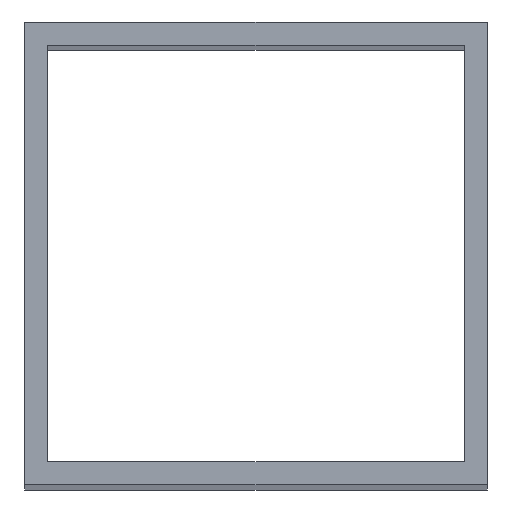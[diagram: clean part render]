
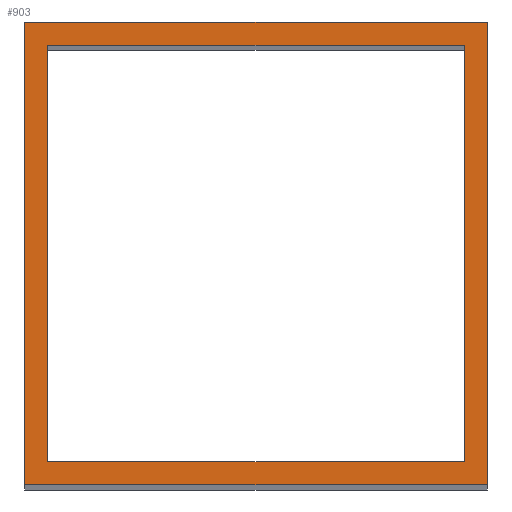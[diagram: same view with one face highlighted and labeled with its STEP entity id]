
A CAD part, top view. The second image highlights one B-rep face of the part: STEP entity #903.
In plain terms, the highlighted planar face has unit normal (0, 0, 1).
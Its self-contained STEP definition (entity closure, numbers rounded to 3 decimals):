
#33 = DIRECTION ( 'NONE',  ( 0., -1., 0. ) ) ;
#48 = CARTESIAN_POINT ( 'NONE',  ( 18., 0., 0. ) ) ;
#50 = VERTEX_POINT ( 'NONE', #267 ) ;
#63 = CARTESIAN_POINT ( 'NONE',  ( 20., 40., 0. ) ) ;
#73 = EDGE_CURVE ( 'NONE', #102, #1441, #82, .T. ) ;
#82 = LINE ( 'NONE', #921, #854 ) ;
#101 = ORIENTED_EDGE ( 'NONE', *, *, #1048, .F. ) ;
#102 = VERTEX_POINT ( 'NONE', #1218 ) ;
#115 = DIRECTION ( 'NONE',  ( 0., -1., 0. ) ) ;
#127 = CARTESIAN_POINT ( 'NONE',  ( -18., 0., 0. ) ) ;
#136 = DIRECTION ( 'NONE',  ( -1., 0., 0. ) ) ;
#158 = CARTESIAN_POINT ( 'NONE',  ( -20., 40., 0. ) ) ;
#184 = LINE ( 'NONE', #63, #1299 ) ;
#198 = VERTEX_POINT ( 'NONE', #403 ) ;
#221 = EDGE_LOOP ( 'NONE', ( #975, #101, #1510, #1313 ) ) ;
#227 = VECTOR ( 'NONE', #115, 1000. ) ;
#262 = CARTESIAN_POINT ( 'NONE',  ( 20., 2., 0. ) ) ;
#267 = CARTESIAN_POINT ( 'NONE',  ( -18., 38., 0. ) ) ;
#324 = EDGE_CURVE ( 'NONE', #102, #1252, #184, .T. ) ;
#358 = DIRECTION ( 'NONE',  ( -1., 0., 0. ) ) ;
#403 = CARTESIAN_POINT ( 'NONE',  ( -18., 2., 0. ) ) ;
#408 = VECTOR ( 'NONE', #646, 1000. ) ;
#416 = EDGE_CURVE ( 'NONE', #1432, #887, #426, .T. ) ;
#426 = LINE ( 'NONE', #48, #408 ) ;
#442 = CARTESIAN_POINT ( 'NONE',  ( 20., 0., 0. ) ) ;
#517 = VERTEX_POINT ( 'NONE', #573 ) ;
#536 = VECTOR ( 'NONE', #33, 1000. ) ;
#552 = DIRECTION ( 'NONE',  ( 0., -1., 0. ) ) ;
#567 = ORIENTED_EDGE ( 'NONE', *, *, #1101, .T. ) ;
#573 = CARTESIAN_POINT ( 'NONE',  ( -20., 0., 0. ) ) ;
#607 = EDGE_CURVE ( 'NONE', #1252, #517, #635, .T. ) ;
#608 = ORIENTED_EDGE ( 'NONE', *, *, #73, .T. ) ;
#634 = ORIENTED_EDGE ( 'NONE', *, *, #324, .F. ) ;
#635 = LINE ( 'NONE', #1213, #703 ) ;
#641 = LINE ( 'NONE', #658, #536 ) ;
#646 = DIRECTION ( 'NONE',  ( 0., -1., 0. ) ) ;
#658 = CARTESIAN_POINT ( 'NONE',  ( -20., 40., 0. ) ) ;
#697 = PLANE ( 'NONE',  #1351 ) ;
#703 = VECTOR ( 'NONE', #136, 1000. ) ;
#736 = DIRECTION ( 'NONE',  ( -1., 0., 0. ) ) ;
#834 = FACE_BOUND ( 'NONE', #221, .T. ) ;
#854 = VECTOR ( 'NONE', #1042, 1000. ) ;
#856 = LINE ( 'NONE', #262, #1450 ) ;
#887 = VERTEX_POINT ( 'NONE', #1058 ) ;
#903 = ADVANCED_FACE ( 'NONE', ( #943, #834 ), #697, .F. ) ;
#921 = CARTESIAN_POINT ( 'NONE',  ( 20., 40., 0. ) ) ;
#929 = DIRECTION ( 'NONE',  ( 0., 1., 0. ) ) ;
#933 = VECTOR ( 'NONE', #358, 1000. ) ;
#943 = FACE_OUTER_BOUND ( 'NONE', #1271, .T. ) ;
#975 = ORIENTED_EDGE ( 'NONE', *, *, #977, .F. ) ;
#977 = EDGE_CURVE ( 'NONE', #50, #198, #1223, .T. ) ;
#1042 = DIRECTION ( 'NONE',  ( -1., 0., 0. ) ) ;
#1048 = EDGE_CURVE ( 'NONE', #1432, #50, #1442, .T. ) ;
#1058 = CARTESIAN_POINT ( 'NONE',  ( 18., 2., 0. ) ) ;
#1084 = CARTESIAN_POINT ( 'NONE',  ( 20., 38., 0. ) ) ;
#1101 = EDGE_CURVE ( 'NONE', #1441, #517, #641, .T. ) ;
#1107 = CARTESIAN_POINT ( 'NONE',  ( 18., 38., 0. ) ) ;
#1186 = DIRECTION ( 'NONE',  ( 0., 0., -1. ) ) ;
#1213 = CARTESIAN_POINT ( 'NONE',  ( 20., 0., 0. ) ) ;
#1218 = CARTESIAN_POINT ( 'NONE',  ( 20., 40., 0. ) ) ;
#1223 = LINE ( 'NONE', #127, #227 ) ;
#1252 = VERTEX_POINT ( 'NONE', #442 ) ;
#1271 = EDGE_LOOP ( 'NONE', ( #567, #1553, #634, #608 ) ) ;
#1299 = VECTOR ( 'NONE', #552, 1000. ) ;
#1313 = ORIENTED_EDGE ( 'NONE', *, *, #1485, .T. ) ;
#1351 = AXIS2_PLACEMENT_3D ( 'NONE', #1408, #1186, #929 ) ;
#1408 = CARTESIAN_POINT ( 'NONE',  ( 20., 40., 0. ) ) ;
#1432 = VERTEX_POINT ( 'NONE', #1107 ) ;
#1441 = VERTEX_POINT ( 'NONE', #158 ) ;
#1442 = LINE ( 'NONE', #1084, #933 ) ;
#1450 = VECTOR ( 'NONE', #736, 1000. ) ;
#1485 = EDGE_CURVE ( 'NONE', #887, #198, #856, .T. ) ;
#1510 = ORIENTED_EDGE ( 'NONE', *, *, #416, .T. ) ;
#1553 = ORIENTED_EDGE ( 'NONE', *, *, #607, .F. ) ;
